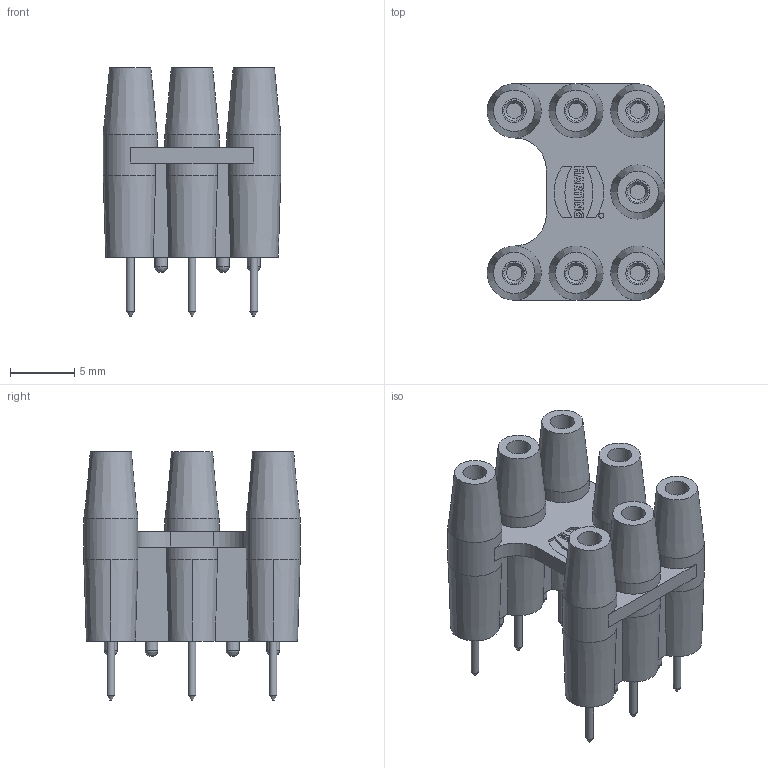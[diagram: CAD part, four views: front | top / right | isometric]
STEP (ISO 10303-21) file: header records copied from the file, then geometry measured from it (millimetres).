
FILE_DESCRIPTION(/* description */ (''),/* implementation_level */ '2;1');
FILE_NAME(/* name */ '100196301ugm000_c.stp',/* time_stamp */ '2019-10-31T13:59:39+01:00',/* author */ (''),/* organization */ (''),/* preprocessor_version */ 'ST-DEVELOPER v16.7',/* originating_system */ 'SIEMENS PLM Software NX 12.0',/* authorisation */ '');
FILE_SCHEMA (('AUTOMOTIVE_DESIGN { 1 0 10303 214 3 1 1 1 }'));
Length unit declared in the file: millimetre
Products named in the file (1): 100196301ugm000_c
Bounding box: 13.8 x 16.8 x 19.3 mm (x, y, z)
Volume: 1394.2 mm3; surface area: 1845.9 mm2
Topology: 1 solids, 1 shells, 223 faces, 584 edges, 394 vertices
Faces by surface type: plane 126, cylinder 49, cone 29, bspline 15, extrusion 4
Full cylindrical faces by diameter (mm): 0.394 x1, 0.6 x7, 1 x6, 1.18 x7, 1.86 x7, 4.2 x7
Entity records: 7936 total; most frequent: CARTESIAN_POINT 1943, DIRECTION 1031, ORIENTED_EDGE 964, EDGE_CURVE 482, AXIS2_PLACEMENT_3D 393, VERTEX_POINT 362, EDGE_LOOP 318, VECTOR 245
